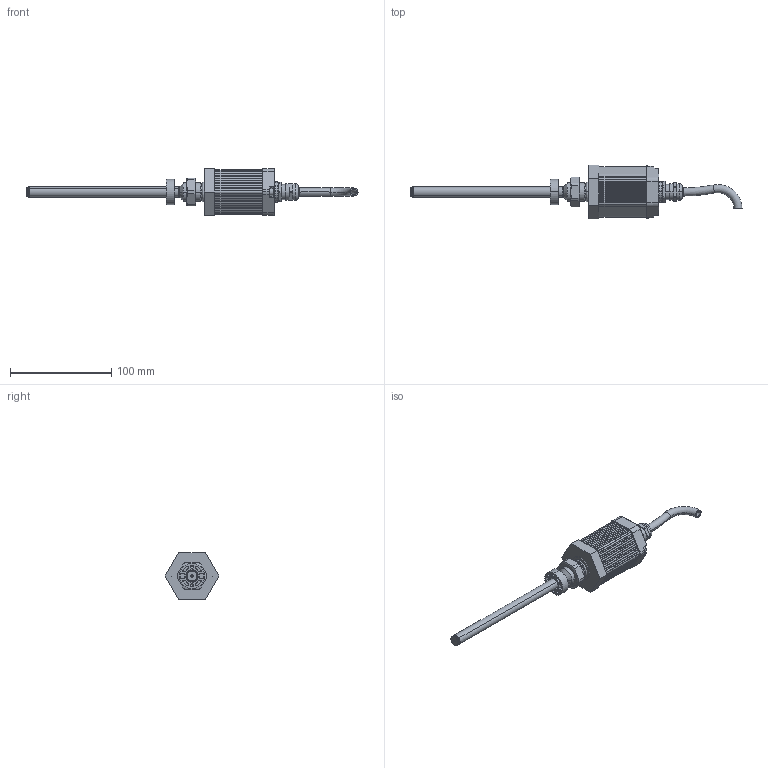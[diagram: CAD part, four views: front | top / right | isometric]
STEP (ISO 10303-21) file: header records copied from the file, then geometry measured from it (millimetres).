
FILE_DESCRIPTION (( 'STEP AP214' ), '1' );
FILE_NAME ('TMI_0100_003_xxx_201.STEP', '2006-04-04T08:06:54', ( 'novotechnik' ), ( 'novotechnik' ), 'SwSTEP 2.0', 'SolidWorks 2005235', '' );
FILE_SCHEMA (( 'AUTOMOTIVE_DESIGN' ));
Length unit declared in the file: millimetre
Products named in the file (21): Kabelabgang_O-Ring~00ID_Standard; Kabelabgang_Überwurfmutter~00ID_Standard; Kabelabgang_Verschraubung~00ID_Standard; Kabelabgang_Isolierung~00ID_Standard; Kabelabgang_Klemmeinsatz~00ID_Standard; Typenschild~00ID_Standard; Flansch_f黵_Kabelabgang~00ID_Standard; Magnetträger~00ID_Standard; Gehäuse_TMI~00ID_Standard; TMI_0100_003_xxx_201; Anschlussflansch_Stabseite~00ID_Standard; Endstück_N~00ID_Standard; Stab,_geschnitten~00ID_Standard; Baugruppe_Stab_TMI~00ID_Standard; Sechskantmutter_M18x1,5_ISO_8675~00ID_Standard; Schweissnaht_aussen_1~00ID_Standard; Schweissnaht_aussen_2~00ID_Standard; Schweissnaht_innen~00ID_Standard; Verschraubung_Kabelabgang~00ID_Standard; O-Ring_15,4x2,1~00ID_Standard; Schraube_Standard
Assembly tree (21 placements, depth 3):
  TMI_0100_003_xxx_201
    Schraube_Standard  x2
    Sechskantmutter_M18x1,5_ISO_8675~00ID_Standard
    Verschraubung_Kabelabgang~00ID_Standard
      Kabelabgang_Überwurfmutter~00ID_Standard
      Kabelabgang_Klemmeinsatz~00ID_Standard
      Kabelabgang_Isolierung~00ID_Standard
      Kabelabgang_Verschraubung~00ID_Standard
      Kabelabgang_O-Ring~00ID_Standard
    Typenschild~00ID_Standard
    O-Ring_15,4x2,1~00ID_Standard
    Baugruppe_Stab_TMI~00ID_Standard
      Schweissnaht_aussen_2~00ID_Standard
      Anschlussflansch_Stabseite~00ID_Standard
      Stab,_geschnitten~00ID_Standard
      Endstück_N~00ID_Standard
      Schweissnaht_aussen_1~00ID_Standard
      Schweissnaht_innen~00ID_Standard
    Gehäuse_TMI~00ID_Standard
    Magnetträger~00ID_Standard
    Flansch_f黵_Kabelabgang~00ID_Standard
Bounding box: 328.69 x 53.12 x 46 mm (x, y, z)
Volume: 130273.4 mm3; surface area: 53905 mm2
Topology: 19 solids, 19 shells, 1384 faces, 3566 edges, 2296 vertices
Faces by surface type: plane 482, cylinder 392, bspline 250, cone 138, torus 118, sphere 4
Entity records: 63414 total; most frequent: CARTESIAN_POINT 23554, ORIENTED_EDGE 7012, DIRECTION 6361, EDGE_CURVE 3506, AXIS2_PLACEMENT_3D 2283, VERTEX_POINT 2266, LINE 1795, VECTOR 1795
